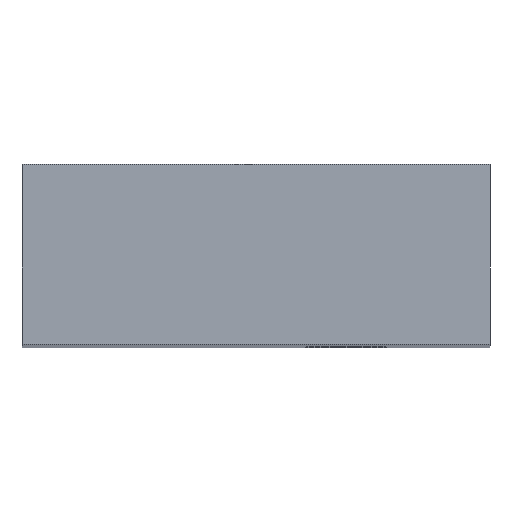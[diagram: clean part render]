
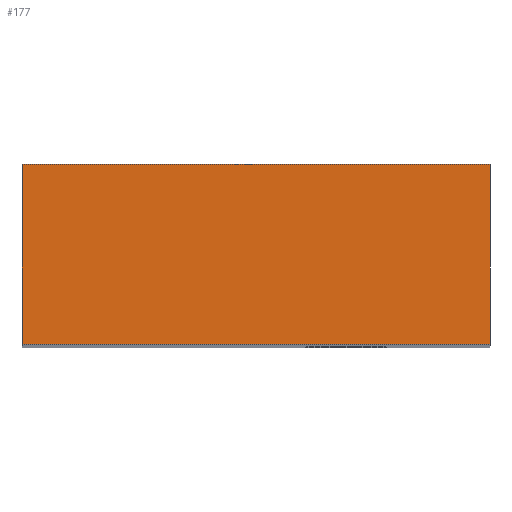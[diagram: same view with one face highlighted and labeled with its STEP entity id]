
A CAD part, top view. The second image highlights one B-rep face of the part: STEP entity #177.
In plain terms, the highlighted planar face has unit normal (0, 0, 1).
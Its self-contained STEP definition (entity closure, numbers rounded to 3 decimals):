
#28=PLANE('',#207);
#37=FACE_OUTER_BOUND('',#46,.T.);
#46=EDGE_LOOP('',(#150,#151,#152,#153));
#59=LINE('',#287,#74);
#67=LINE('',#302,#82);
#68=LINE('',#304,#83);
#69=LINE('',#305,#84);
#74=VECTOR('',#239,10.);
#82=VECTOR('',#251,10.);
#83=VECTOR('',#254,10.);
#84=VECTOR('',#255,10.);
#97=VERTEX_POINT('',#283);
#99=VERTEX_POINT('',#286);
#103=VERTEX_POINT('',#298);
#104=VERTEX_POINT('',#300);
#115=EDGE_CURVE('',#97,#99,#59,.T.);
#123=EDGE_CURVE('',#103,#104,#67,.T.);
#124=EDGE_CURVE('',#103,#97,#68,.T.);
#125=EDGE_CURVE('',#99,#104,#69,.T.);
#150=ORIENTED_EDGE('',*,*,#124,.F.);
#151=ORIENTED_EDGE('',*,*,#123,.T.);
#152=ORIENTED_EDGE('',*,*,#125,.F.);
#153=ORIENTED_EDGE('',*,*,#115,.F.);
#177=ADVANCED_FACE('',(#37),#28,.T.);
#207=AXIS2_PLACEMENT_3D('',#303,#252,#253);
#239=DIRECTION('',(0.,1.,0.));
#251=DIRECTION('',(0.,1.,0.));
#252=DIRECTION('center_axis',(0.,0.,1.));
#253=DIRECTION('ref_axis',(1.,0.,0.));
#254=DIRECTION('',(-1.,0.,0.));
#255=DIRECTION('',(1.,0.,0.));
#283=CARTESIAN_POINT('',(-26.,0.,100.));
#286=CARTESIAN_POINT('',(-26.,10.,100.));
#287=CARTESIAN_POINT('',(-26.,0.,100.));
#298=CARTESIAN_POINT('',(0.,0.,100.));
#300=CARTESIAN_POINT('',(0.,10.,100.));
#302=CARTESIAN_POINT('',(0.,0.,100.));
#303=CARTESIAN_POINT('Origin',(-26.,0.,100.));
#304=CARTESIAN_POINT('',(0.,0.,100.));
#305=CARTESIAN_POINT('',(0.,10.,100.));
